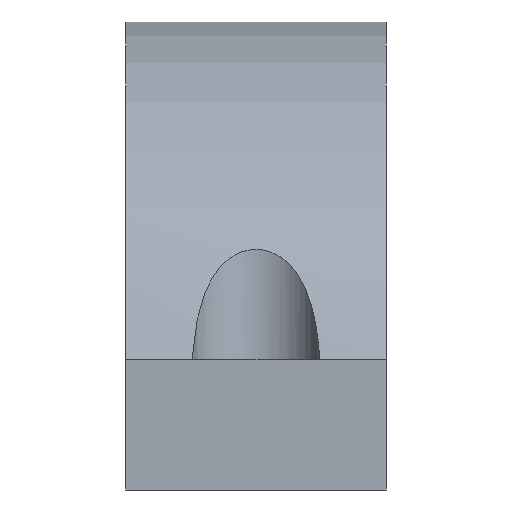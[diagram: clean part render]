
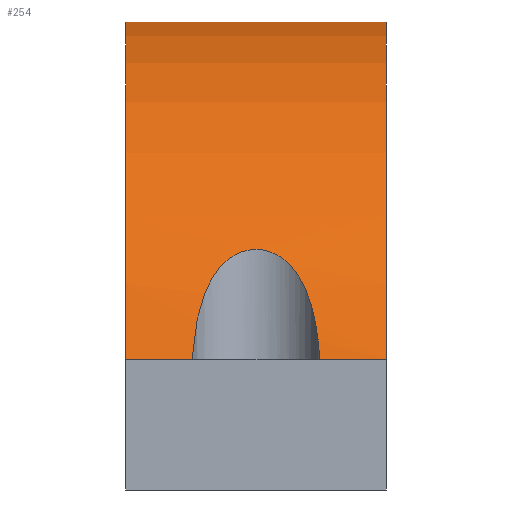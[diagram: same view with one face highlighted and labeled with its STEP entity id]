
A CAD part, left-side view. The second image highlights one B-rep face of the part: STEP entity #254.
In plain terms, the highlighted cylindrical face has radius 18.937 mm (diameter 37.874 mm), a partial arc.
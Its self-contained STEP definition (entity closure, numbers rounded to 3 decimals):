
#32=FACE_OUTER_BOUND('',#45,.T.);
#45=EDGE_LOOP('',(#209,#210,#211,#212,#213,#214,#215,#216,#217));
#51=B_SPLINE_CURVE_WITH_KNOTS('',3,(#371,#372,#373,#374,#375,#376,#377,
#378,#379,#380,#381,#382,#383,#384,#385,#386,#387,#388,#389,#390,#391,#392,
#393,#394,#395,#396),.UNSPECIFIED.,.F.,.F.,(4,2,2,2,2,2,2,2,2,2,2,2,4),
(0.959,1.031,1.246,1.331,1.415,
1.464,1.514,1.563,1.612,1.697,
1.781,1.997,2.068),.UNSPECIFIED.);
#52=B_SPLINE_CURVE_WITH_KNOTS('',3,(#404,#405,#406,#407,#408,#409,#410,
#411,#412,#413,#414,#415,#416,#417),.UNSPECIFIED.,.F.,.F.,(4,2,2,2,2,2,
4),(0.959,1.031,1.246,1.331,
1.415,1.464,1.514),.UNSPECIFIED.);
#53=B_SPLINE_CURVE_WITH_KNOTS('',3,(#420,#421,#422,#423,#424,#425,#426,
#427,#428,#429,#430,#431,#432,#433),.UNSPECIFIED.,.F.,.F.,(4,2,2,2,2,2,
4),(1.514,1.563,1.612,1.697,
1.781,1.997,2.068),.UNSPECIFIED.);
#56=LINE('',#436,#80);
#60=LINE('',#443,#84);
#69=LINE('',#467,#93);
#72=LINE('',#471,#96);
#80=VECTOR('',#314,10.);
#84=VECTOR('',#318,10.);
#93=VECTOR('',#339,10.);
#96=VECTOR('',#342,10.);
#109=CIRCLE('',#288,18.937);
#110=CIRCLE('',#289,18.937);
#113=VERTEX_POINT('',#368);
#114=VERTEX_POINT('',#370);
#116=VERTEX_POINT('',#401);
#117=VERTEX_POINT('',#403);
#118=VERTEX_POINT('',#418);
#119=VERTEX_POINT('',#435);
#122=VERTEX_POINT('',#441);
#131=VERTEX_POINT('',#466);
#132=VERTEX_POINT('',#469);
#138=EDGE_CURVE('',#114,#113,#51,.T.);
#142=EDGE_CURVE('',#117,#116,#52,.T.);
#144=EDGE_CURVE('',#116,#118,#53,.T.);
#145=EDGE_CURVE('',#114,#119,#56,.T.);
#149=EDGE_CURVE('',#122,#113,#60,.T.);
#160=EDGE_CURVE('',#131,#117,#69,.T.);
#163=EDGE_CURVE('',#118,#132,#72,.T.);
#164=EDGE_CURVE('',#122,#131,#109,.T.);
#165=EDGE_CURVE('',#119,#132,#110,.T.);
#209=ORIENTED_EDGE('',*,*,#138,.T.);
#210=ORIENTED_EDGE('',*,*,#149,.F.);
#211=ORIENTED_EDGE('',*,*,#164,.T.);
#212=ORIENTED_EDGE('',*,*,#160,.T.);
#213=ORIENTED_EDGE('',*,*,#142,.T.);
#214=ORIENTED_EDGE('',*,*,#144,.T.);
#215=ORIENTED_EDGE('',*,*,#163,.T.);
#216=ORIENTED_EDGE('',*,*,#165,.F.);
#217=ORIENTED_EDGE('',*,*,#145,.F.);
#246=CYLINDRICAL_SURFACE('',#287,18.937);
#254=ADVANCED_FACE('',(#32),#246,.T.);
#287=AXIS2_PLACEMENT_3D('',#472,#343,#344);
#288=AXIS2_PLACEMENT_3D('',#473,#345,#346);
#289=AXIS2_PLACEMENT_3D('',#474,#347,#348);
#314=DIRECTION('',(0.,1.,0.));
#318=DIRECTION('',(0.,1.,0.));
#339=DIRECTION('',(0.,1.,0.));
#342=DIRECTION('',(0.,1.,0.));
#343=DIRECTION('center_axis',(0.,1.,0.));
#344=DIRECTION('ref_axis',(-0.95,0.,0.314));
#345=DIRECTION('center_axis',(0.,1.,0.));
#346=DIRECTION('ref_axis',(-0.95,0.,0.314));
#347=DIRECTION('center_axis',(0.,1.,0.));
#348=DIRECTION('ref_axis',(-0.95,0.,0.314));
#368=CARTESIAN_POINT('',(-18.,2.551,6.));
#370=CARTESIAN_POINT('',(-18.,7.449,6.));
#371=CARTESIAN_POINT('Ctrl Pts',(-18.,7.449,6.));
#372=CARTESIAN_POINT('Ctrl Pts',(-17.922,7.434,6.236));
#373=CARTESIAN_POINT('Ctrl Pts',(-17.84,7.413,6.468));
#374=CARTESIAN_POINT('Ctrl Pts',(-17.497,7.306,7.387));
#375=CARTESIAN_POINT('Ctrl Pts',(-17.205,7.175,8.041));
#376=CARTESIAN_POINT('Ctrl Pts',(-16.782,6.822,8.875));
#377=CARTESIAN_POINT('Ctrl Pts',(-16.649,6.693,9.123));
#378=CARTESIAN_POINT('Ctrl Pts',(-16.397,6.368,9.57));
#379=CARTESIAN_POINT('Ctrl Pts',(-16.278,6.171,9.77));
#380=CARTESIAN_POINT('Ctrl Pts',(-16.135,5.821,10.006));
#381=CARTESIAN_POINT('Ctrl Pts',(-16.085,5.668,10.086));
#382=CARTESIAN_POINT('Ctrl Pts',(-16.017,5.339,10.193));
#383=CARTESIAN_POINT('Ctrl Pts',(-16.,5.164,10.221));
#384=CARTESIAN_POINT('Ctrl Pts',(-16.,4.836,10.221));
#385=CARTESIAN_POINT('Ctrl Pts',(-16.017,4.661,10.193));
#386=CARTESIAN_POINT('Ctrl Pts',(-16.085,4.332,10.086));
#387=CARTESIAN_POINT('Ctrl Pts',(-16.135,4.179,10.006));
#388=CARTESIAN_POINT('Ctrl Pts',(-16.278,3.829,9.77));
#389=CARTESIAN_POINT('Ctrl Pts',(-16.397,3.632,9.57));
#390=CARTESIAN_POINT('Ctrl Pts',(-16.649,3.307,9.123));
#391=CARTESIAN_POINT('Ctrl Pts',(-16.782,3.178,8.875));
#392=CARTESIAN_POINT('Ctrl Pts',(-17.205,2.825,8.041));
#393=CARTESIAN_POINT('Ctrl Pts',(-17.497,2.694,7.387));
#394=CARTESIAN_POINT('Ctrl Pts',(-17.84,2.587,6.468));
#395=CARTESIAN_POINT('Ctrl Pts',(-17.922,2.566,6.236));
#396=CARTESIAN_POINT('Ctrl Pts',(-18.,2.551,6.));
#401=CARTESIAN_POINT('',(15.964,5.,10.221));
#403=CARTESIAN_POINT('',(17.964,2.551,6.));
#404=CARTESIAN_POINT('Ctrl Pts',(17.964,2.551,6.));
#405=CARTESIAN_POINT('Ctrl Pts',(17.886,2.566,6.236));
#406=CARTESIAN_POINT('Ctrl Pts',(17.805,2.587,6.468));
#407=CARTESIAN_POINT('Ctrl Pts',(17.461,2.694,7.387));
#408=CARTESIAN_POINT('Ctrl Pts',(17.17,2.825,8.041));
#409=CARTESIAN_POINT('Ctrl Pts',(16.746,3.178,8.875));
#410=CARTESIAN_POINT('Ctrl Pts',(16.613,3.307,9.123));
#411=CARTESIAN_POINT('Ctrl Pts',(16.361,3.632,9.57));
#412=CARTESIAN_POINT('Ctrl Pts',(16.243,3.829,9.77));
#413=CARTESIAN_POINT('Ctrl Pts',(16.099,4.179,10.006));
#414=CARTESIAN_POINT('Ctrl Pts',(16.049,4.332,10.086));
#415=CARTESIAN_POINT('Ctrl Pts',(15.982,4.661,10.193));
#416=CARTESIAN_POINT('Ctrl Pts',(15.964,4.836,10.221));
#417=CARTESIAN_POINT('Ctrl Pts',(15.964,5.,10.221));
#418=CARTESIAN_POINT('',(17.964,7.449,6.));
#420=CARTESIAN_POINT('Ctrl Pts',(15.964,5.,10.221));
#421=CARTESIAN_POINT('Ctrl Pts',(15.964,5.164,10.221));
#422=CARTESIAN_POINT('Ctrl Pts',(15.982,5.339,10.193));
#423=CARTESIAN_POINT('Ctrl Pts',(16.049,5.668,10.086));
#424=CARTESIAN_POINT('Ctrl Pts',(16.099,5.821,10.006));
#425=CARTESIAN_POINT('Ctrl Pts',(16.243,6.171,9.77));
#426=CARTESIAN_POINT('Ctrl Pts',(16.361,6.368,9.57));
#427=CARTESIAN_POINT('Ctrl Pts',(16.613,6.693,9.123));
#428=CARTESIAN_POINT('Ctrl Pts',(16.746,6.822,8.875));
#429=CARTESIAN_POINT('Ctrl Pts',(17.17,7.175,8.041));
#430=CARTESIAN_POINT('Ctrl Pts',(17.461,7.306,7.387));
#431=CARTESIAN_POINT('Ctrl Pts',(17.805,7.413,6.468));
#432=CARTESIAN_POINT('Ctrl Pts',(17.886,7.434,6.236));
#433=CARTESIAN_POINT('Ctrl Pts',(17.964,7.449,6.));
#435=CARTESIAN_POINT('',(-18.,10.,6.));
#436=CARTESIAN_POINT('',(-18.,0.,6.));
#441=CARTESIAN_POINT('',(-18.,0.,6.));
#443=CARTESIAN_POINT('',(-18.,0.,6.));
#466=CARTESIAN_POINT('',(17.964,0.,6.));
#467=CARTESIAN_POINT('',(17.964,0.,6.));
#469=CARTESIAN_POINT('',(17.964,10.,6.));
#471=CARTESIAN_POINT('',(17.964,0.,6.));
#472=CARTESIAN_POINT('Origin',(-0.018,0.,0.063));
#473=CARTESIAN_POINT('Origin',(-0.018,0.,0.063));
#474=CARTESIAN_POINT('Origin',(-0.018,10.,0.063));
